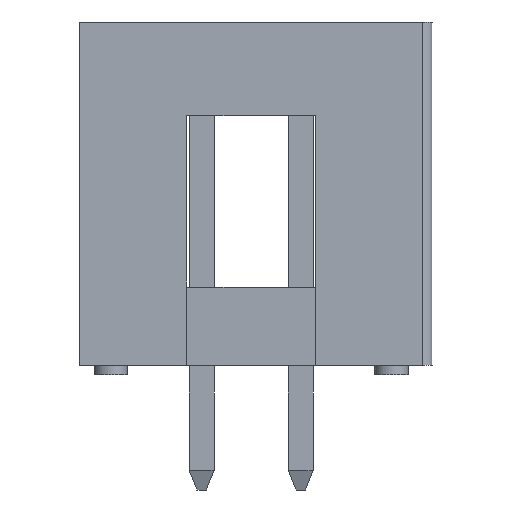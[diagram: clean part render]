
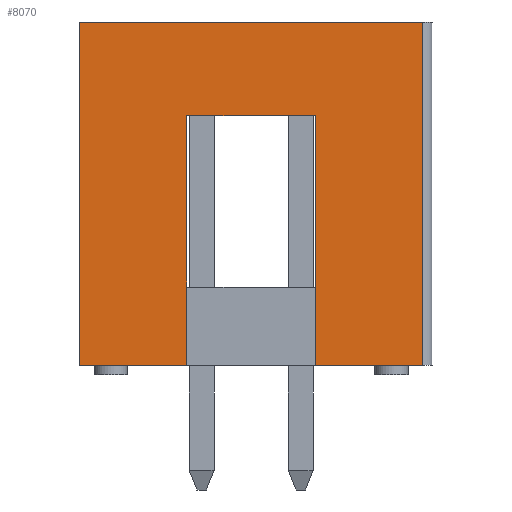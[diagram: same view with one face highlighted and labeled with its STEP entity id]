
A CAD part, front view. The second image highlights one B-rep face of the part: STEP entity #8070.
In plain terms, the highlighted face is planar.
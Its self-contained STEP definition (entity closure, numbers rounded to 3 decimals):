
#215=LINE('',#10653,#978);
#230=LINE('',#10680,#993);
#232=LINE('',#10684,#995);
#236=LINE('',#10697,#999);
#238=LINE('',#10701,#1001);
#239=LINE('',#10703,#1002);
#240=LINE('',#10704,#1003);
#241=LINE('',#10706,#1004);
#978=VECTOR('',#9086,1000.);
#993=VECTOR('',#9109,1000.);
#995=VECTOR('',#9113,1000.);
#999=VECTOR('',#9125,1000.);
#1001=VECTOR('',#9129,1000.);
#1002=VECTOR('',#9130,1000.);
#1003=VECTOR('',#9131,1000.);
#1004=VECTOR('',#9132,1000.);
#1865=ORIENTED_EDGE('',*,*,#3349,.T.);
#1866=ORIENTED_EDGE('',*,*,#3324,.F.);
#1867=ORIENTED_EDGE('',*,*,#3341,.T.);
#1868=ORIENTED_EDGE('',*,*,#3339,.T.);
#1869=ORIENTED_EDGE('',*,*,#3350,.T.);
#1870=ORIENTED_EDGE('',*,*,#3347,.F.);
#1871=ORIENTED_EDGE('',*,*,#3351,.F.);
#1872=ORIENTED_EDGE('',*,*,#3352,.T.);
#3324=EDGE_CURVE('',#4046,#4044,#215,.T.);
#3339=EDGE_CURVE('',#4055,#4054,#230,.T.);
#3341=EDGE_CURVE('',#4046,#4055,#232,.T.);
#3347=EDGE_CURVE('',#4060,#4061,#236,.T.);
#3349=EDGE_CURVE('',#4062,#4044,#238,.T.);
#3350=EDGE_CURVE('',#4054,#4061,#239,.T.);
#3351=EDGE_CURVE('',#4063,#4060,#240,.T.);
#3352=EDGE_CURVE('',#4063,#4062,#241,.T.);
#4044=VERTEX_POINT('',#10648);
#4046=VERTEX_POINT('',#10652);
#4054=VERTEX_POINT('',#10679);
#4055=VERTEX_POINT('',#10681);
#4060=VERTEX_POINT('',#10696);
#4061=VERTEX_POINT('',#10698);
#4062=VERTEX_POINT('',#10702);
#4063=VERTEX_POINT('',#10705);
#4473=EDGE_LOOP('',(#1865,#1866,#1867,#1868,#1869,#1870,#1871,#1872));
#4866=FACE_BOUND('',#4473,.T.);
#5246=PLANE('',#8444);
#8070=ADVANCED_FACE('',(#4866),#5246,.T.);
#8444=AXIS2_PLACEMENT_3D('',#10700,#9127,#9128);
#9086=DIRECTION('',(0.,0.,-1.));
#9109=DIRECTION('',(0.,0.,-1.));
#9113=DIRECTION('',(0.,1.,0.));
#9125=DIRECTION('',(0.,0.,-1.));
#9127=DIRECTION('',(1.,0.,0.));
#9128=DIRECTION('',(0.,0.,-1.));
#9129=DIRECTION('',(0.,1.,0.));
#9130=DIRECTION('',(0.,1.,0.));
#9131=DIRECTION('',(0.,1.,0.));
#9132=DIRECTION('',(0.,0.,-1.));
#10648=CARTESIAN_POINT('',(12.72,-1.65,-4.4));
#10652=CARTESIAN_POINT('',(12.72,-1.65,2.));
#10653=CARTESIAN_POINT('',(12.72,-1.65,2.));
#10679=CARTESIAN_POINT('',(12.72,1.65,-4.4));
#10680=CARTESIAN_POINT('',(12.72,1.65,2.));
#10681=CARTESIAN_POINT('',(12.72,1.65,2.));
#10684=CARTESIAN_POINT('',(12.72,-1.65,2.));
#10696=CARTESIAN_POINT('',(12.72,4.4,4.4));
#10697=CARTESIAN_POINT('',(12.72,4.4,4.4));
#10698=CARTESIAN_POINT('',(12.72,4.4,-4.4));
#10700=CARTESIAN_POINT('',(12.72,-4.4,4.4));
#10701=CARTESIAN_POINT('',(12.72,-4.4,-4.4));
#10702=CARTESIAN_POINT('',(12.72,-4.4,-4.4));
#10703=CARTESIAN_POINT('',(12.72,-4.4,-4.4));
#10704=CARTESIAN_POINT('',(12.72,-4.4,4.4));
#10705=CARTESIAN_POINT('',(12.72,-4.4,4.4));
#10706=CARTESIAN_POINT('',(12.72,-4.4,4.4));
